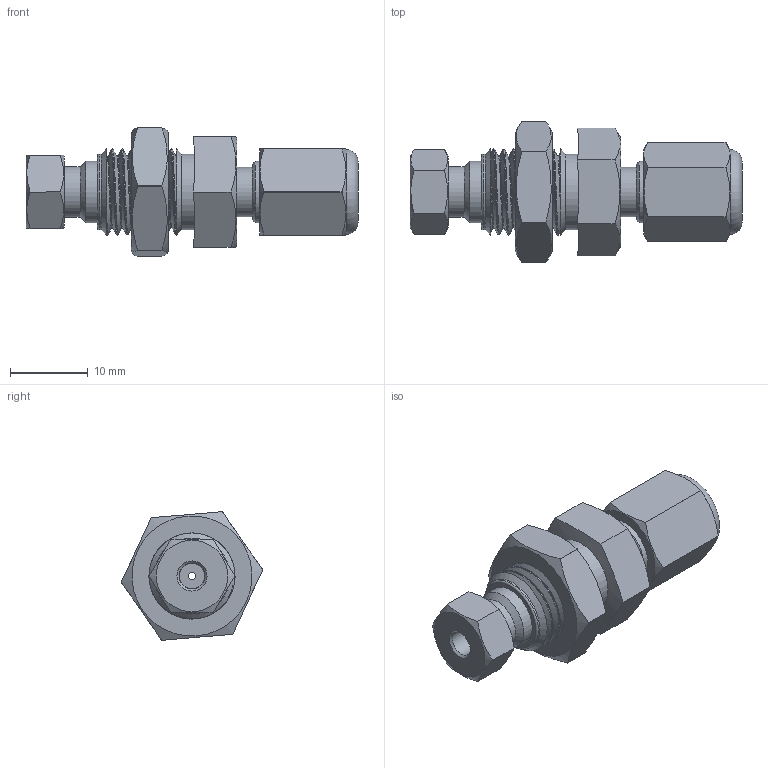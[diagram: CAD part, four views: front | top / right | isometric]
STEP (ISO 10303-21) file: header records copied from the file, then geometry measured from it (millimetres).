
FILE_DESCRIPTION((''),'2;1');
FILE_NAME('305166-EZBU2 Bulkhead external-internal union.stp','2013-08-26T10:30:17',('Franzp'),(''),'Autodesk Inventor 2013','Autodesk Inventor 2013','');
FILE_SCHEMA(('AUTOMOTIVE_DESIGN { 1 0 10303 214 1 1 1 1 }'));
Length unit declared in the file: millimetre
Products named in the file (3): 3151a66; 315166; 310536
Assembly tree (2 placements, depth 2):
  3151a66
    315166
    310536
Bounding box: 42.84 x 18.26 x 16.59 mm (x, y, z)
Volume: 646.4 mm3; surface area: 3935.6 mm2
Topology: 1 solids, 14 shells, 82 faces, 224 edges, 146 vertices
Faces by surface type: plane 39, cone 18, cylinder 17, bspline 6, torus 2
Full cylindrical faces by diameter (mm): 3.3 x2, 6.4 x1, 6.477 x1, 7.937 x1, 7.938 x1, 9.229 x2, 9.728 x1, 9.76 x2
Entity records: 6015 total; most frequent: CARTESIAN_POINT 4055, DIRECTION 362, ORIENTED_EDGE 310, EDGE_CURVE 185, AXIS2_PLACEMENT_3D 163, VERTEX_POINT 138, EDGE_LOOP 128, CIRCLE 82
